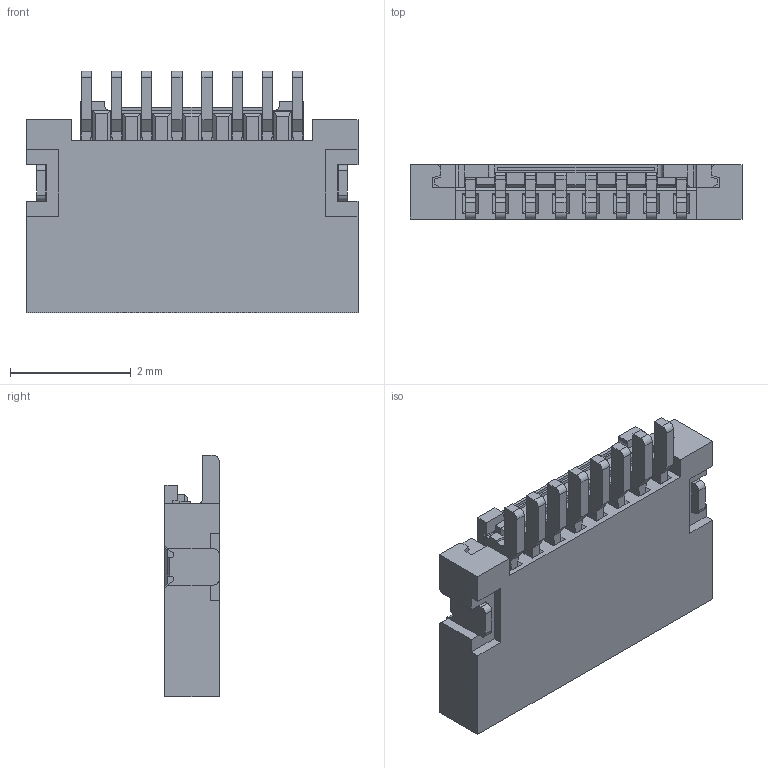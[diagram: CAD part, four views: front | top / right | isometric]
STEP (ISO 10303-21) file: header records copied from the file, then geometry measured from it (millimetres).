
FILE_DESCRIPTION((''),'2;1');
FILE_NAME('59453-081110EDHLF','2023-07-06T15:57:31',('WatanaSe'),('AFCI'),'CREO PARAMETRIC BY PTC INC, 2021184','CREO PARAMETRIC BY PTC INC, 2021184','');
FILE_SCHEMA(('AUTOMOTIVE_DESIGN { 1 0 10303 214 1 1 1 1 }'));
Length unit declared in the file: millimetre
Products named in the file (1): 59453-081110EDHLF
Bounding box: 5.5 x 0.9 x 4 mm (x, y, z)
Volume: 11.3 mm3; surface area: 128.9 mm2
Topology: 1 solids, 1 shells, 979 faces, 2996 edges, 1889 vertices
Faces by surface type: plane 857, cylinder 122
Entity records: 33247 total; most frequent: CARTESIAN_POINT 6003, ORIENTED_EDGE 5992, DIRECTION 5153, EDGE_CURVE 2996, VECTOR 2750, LINE 2750, VERTEX_POINT 1889, AXIS2_PLACEMENT_3D 1200
